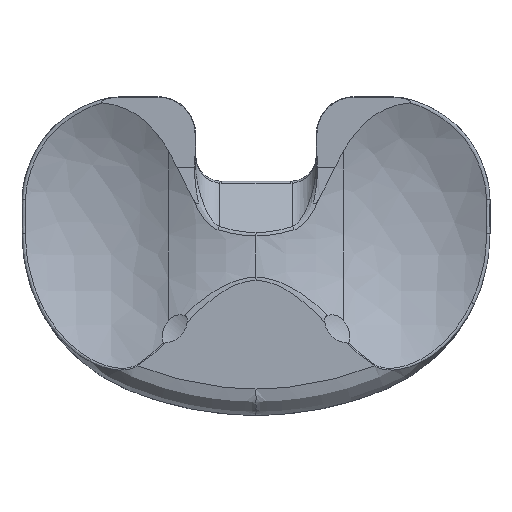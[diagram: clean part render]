
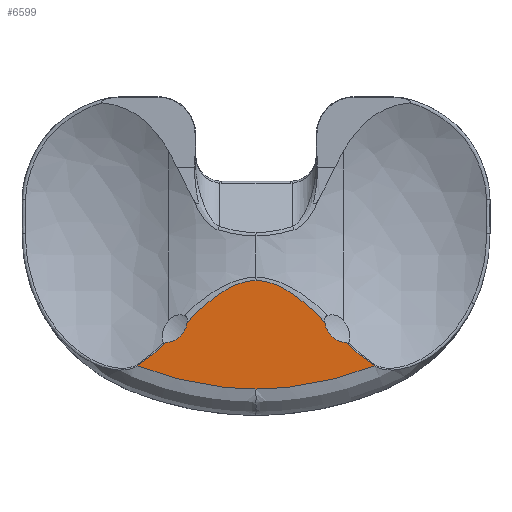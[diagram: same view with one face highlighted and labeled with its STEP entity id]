
A CAD part, top view. The second image highlights one B-rep face of the part: STEP entity #6599.
In plain terms, the highlighted planar face has unit normal (0, 0, 1).
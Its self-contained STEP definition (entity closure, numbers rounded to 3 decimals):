
#1486=CARTESIAN_POINT('',(15.999,-25.374,14.33));
#1547=CARTESIAN_POINT('',(15.999,-25.374,14.33));
#1548=CARTESIAN_POINT('',(15.374,-25.646,14.33));
#1549=CARTESIAN_POINT('',(14.132,-26.127,14.33));
#1550=CARTESIAN_POINT('',(12.246,-26.727,14.33));
#1551=CARTESIAN_POINT('',(10.553,-27.193,14.33));
#1552=CARTESIAN_POINT('',(9.028,-27.563,14.33));
#1553=CARTESIAN_POINT('',(7.644,-27.846,14.33));
#1554=CARTESIAN_POINT('',(6.376,-28.056,14.33));
#1555=CARTESIAN_POINT('',(5.207,-28.212,14.33));
#1556=CARTESIAN_POINT('',(4.127,-28.332,14.33));
#1557=CARTESIAN_POINT('',(3.135,-28.425,14.33));
#1558=CARTESIAN_POINT('',(2.229,-28.49,14.33));
#1559=CARTESIAN_POINT('',(1.416,-28.52,14.33));
#1560=CARTESIAN_POINT('',(0.673,-28.53,14.33));
#1561=CARTESIAN_POINT('',(0.217,-28.531,14.33));
#1562=CARTESIAN_POINT('',(0.,-28.531,14.33));
#1589=CARTESIAN_POINT('',(0.,-28.531,14.33));
#1626=CARTESIAN_POINT('',(-15.999,-25.374,
14.33));
#1627=CARTESIAN_POINT('',(-15.374,-25.646,
14.33));
#1628=CARTESIAN_POINT('',(-14.132,-26.127,
14.33));
#1629=CARTESIAN_POINT('',(-12.246,-26.727,
14.33));
#1630=CARTESIAN_POINT('',(-10.553,-27.193,
14.33));
#1631=CARTESIAN_POINT('',(-9.028,-27.563,
14.33));
#1632=CARTESIAN_POINT('',(-7.644,-27.846,
14.33));
#1633=CARTESIAN_POINT('',(-6.376,-28.056,
14.33));
#1634=CARTESIAN_POINT('',(-5.207,-28.212,
14.33));
#1635=CARTESIAN_POINT('',(-4.127,-28.332,14.33));
#1636=CARTESIAN_POINT('',(-3.135,-28.425,14.33));
#1637=CARTESIAN_POINT('',(-2.229,-28.49,14.33));
#1638=CARTESIAN_POINT('',(-1.416,-28.52,14.33));
#1639=CARTESIAN_POINT('',(-0.673,-28.53,14.33));
#1640=CARTESIAN_POINT('',(-0.217,-28.531,14.33));
#1641=CARTESIAN_POINT('',(0.,-28.531,14.33));
#1643=CARTESIAN_POINT('',(-15.999,-25.374,
14.33));
#1733=CARTESIAN_POINT('',(-12.388,-22.33,
14.33));
#1734=CARTESIAN_POINT('',(-12.691,-22.654,
14.33));
#1735=CARTESIAN_POINT('',(-13.351,-23.324,
14.33));
#1736=CARTESIAN_POINT('',(-14.514,-24.355,
14.33));
#1737=CARTESIAN_POINT('',(-15.469,-25.047,
14.33));
#1738=CARTESIAN_POINT('',(-15.999,-25.374,
14.33));
#1754=CARTESIAN_POINT('',(9.31,-19.58,14.33));
#1755=CARTESIAN_POINT('',(9.343,-19.761,14.33));
#1756=CARTESIAN_POINT('',(9.433,-20.107,14.33));
#1757=CARTESIAN_POINT('',(9.652,-20.609,14.33));
#1758=CARTESIAN_POINT('',(9.951,-21.064,14.33));
#1759=CARTESIAN_POINT('',(10.322,-21.46,14.33));
#1760=CARTESIAN_POINT('',(10.748,-21.786,14.33));
#1761=CARTESIAN_POINT('',(11.233,-22.046,14.33));
#1762=CARTESIAN_POINT('',(11.778,-22.236,14.33));
#1763=CARTESIAN_POINT('',(12.178,-22.309,14.33));
#1764=CARTESIAN_POINT('',(12.388,-22.33,14.33));
#1766=CARTESIAN_POINT('',(-9.31,-19.58,14.33));
#1767=CARTESIAN_POINT('',(-9.343,-19.761,14.33));
#1768=CARTESIAN_POINT('',(-9.433,-20.107,14.33));
#1769=CARTESIAN_POINT('',(-9.652,-20.609,14.33));
#1770=CARTESIAN_POINT('',(-9.951,-21.064,
14.33));
#1771=CARTESIAN_POINT('',(-10.322,-21.46,
14.33));
#1772=CARTESIAN_POINT('',(-10.748,-21.786,
14.33));
#1773=CARTESIAN_POINT('',(-11.233,-22.046,
14.33));
#1774=CARTESIAN_POINT('',(-11.778,-22.236,
14.33));
#1775=CARTESIAN_POINT('',(-12.178,-22.309,
14.33));
#1776=CARTESIAN_POINT('',(-12.388,-22.33,
14.33));
#1782=CARTESIAN_POINT('',(0.,-13.857,14.33));
#1784=CARTESIAN_POINT('',(0.,-13.857,14.33));
#1785=CARTESIAN_POINT('',(-0.33,-13.857,14.33));
#1786=CARTESIAN_POINT('',(-1.016,-13.91,14.33));
#1787=CARTESIAN_POINT('',(-2.121,-14.178,14.33));
#1788=CARTESIAN_POINT('',(-3.296,-14.658,14.33));
#1789=CARTESIAN_POINT('',(-4.518,-15.341,14.33));
#1790=CARTESIAN_POINT('',(-5.795,-16.23,14.33));
#1791=CARTESIAN_POINT('',(-7.11,-17.326,14.33));
#1792=CARTESIAN_POINT('',(-8.318,-18.5,14.33));
#1793=CARTESIAN_POINT('',(-8.995,-19.228,14.33));
#1794=CARTESIAN_POINT('',(-9.31,-19.58,14.33));
#1796=CARTESIAN_POINT('',(-9.31,-19.58,14.33));
#1829=CARTESIAN_POINT('',(9.31,-19.58,14.33));
#1838=CARTESIAN_POINT('',(0.,-13.857,14.33));
#1839=CARTESIAN_POINT('',(0.33,-13.857,14.33));
#1840=CARTESIAN_POINT('',(1.016,-13.91,14.33));
#1841=CARTESIAN_POINT('',(2.121,-14.178,14.33));
#1842=CARTESIAN_POINT('',(3.296,-14.658,14.33));
#1843=CARTESIAN_POINT('',(4.518,-15.341,14.33));
#1844=CARTESIAN_POINT('',(5.795,-16.23,14.33));
#1845=CARTESIAN_POINT('',(7.11,-17.326,14.33));
#1846=CARTESIAN_POINT('',(8.318,-18.5,14.33));
#1847=CARTESIAN_POINT('',(8.995,-19.228,14.33));
#1848=CARTESIAN_POINT('',(9.31,-19.58,14.33));
#2867=CARTESIAN_POINT('',(12.388,-22.33,14.33));
#2868=CARTESIAN_POINT('',(12.691,-22.654,14.33));
#2869=CARTESIAN_POINT('',(13.351,-23.324,14.33));
#2870=CARTESIAN_POINT('',(14.514,-24.355,14.33));
#2871=CARTESIAN_POINT('',(15.469,-25.047,14.33));
#2872=CARTESIAN_POINT('',(15.999,-25.374,14.33));
#3023=VERTEX_POINT('',#1796);
#3033=VERTEX_POINT('',#1643);
#3035=VERTEX_POINT('',#1733);
#3176=VERTEX_POINT('',#1829);
#3186=VERTEX_POINT('',#1486);
#3188=VERTEX_POINT('',#2867);
#3210=VERTEX_POINT('',#1589);
#3217=VERTEX_POINT('',#1782);
#6579=CARTESIAN_POINT('',(-38.09,-55.,14.33));
#6580=DIRECTION('',(0.,0.,1.));
#6581=DIRECTION('',(-1.,0.,0.));
#6582=AXIS2_PLACEMENT_3D('',#6579,#6580,#6581);
#6583=PLANE('',#6582);
#6585=ORIENTED_EDGE('',*,*,#6584,.F.);
#6587=ORIENTED_EDGE('',*,*,#6586,.T.);
#6589=ORIENTED_EDGE('',*,*,#6588,.T.);
#6591=ORIENTED_EDGE('',*,*,#6590,.T.);
#6592=ORIENTED_EDGE('',*,*,#6242,.T.);
#6593=ORIENTED_EDGE('',*,*,#6354,.F.);
#6594=ORIENTED_EDGE('',*,*,#6570,.F.);
#6596=ORIENTED_EDGE('',*,*,#6595,.F.);
#6597=EDGE_LOOP('',(#6585,#6587,#6589,#6591,#6592,#6593,#6594,#6596));
#6598=FACE_OUTER_BOUND('',#6597,.F.);
#6599=ADVANCED_FACE('',(#6598),#6583,.T.);
#1563=B_SPLINE_CURVE_WITH_KNOTS('',3,(#1547,#1548,#1549,#1550,#1551,#1552,#1553,
#1554,#1555,#1556,#1557,#1558,#1559,#1560,#1561,#1562),.UNSPECIFIED.,.F.,.F.,(4,
1,1,1,1,1,1,1,1,1,1,1,1,4),(0.,0.077,0.154,
0.231,0.308,0.385,0.462,
0.538,0.615,0.692,0.769,
0.846,0.923,1.),.UNSPECIFIED.);
#1642=B_SPLINE_CURVE_WITH_KNOTS('',3,(#1626,#1627,#1628,#1629,#1630,#1631,#1632,
#1633,#1634,#1635,#1636,#1637,#1638,#1639,#1640,#1641),.UNSPECIFIED.,.F.,.F.,(4,
1,1,1,1,1,1,1,1,1,1,1,1,4),(0.,0.077,0.154,
0.231,0.308,0.385,0.462,
0.538,0.615,0.692,0.769,
0.846,0.923,1.),.UNSPECIFIED.);
#1739=B_SPLINE_CURVE_WITH_KNOTS('',3,(#1733,#1734,#1735,#1736,#1737,#1738),
.UNSPECIFIED.,.F.,.F.,(4,1,1,4),(0.,0.333,0.667,1.),
.UNSPECIFIED.);
#1765=B_SPLINE_CURVE_WITH_KNOTS('',3,(#1754,#1755,#1756,#1757,#1758,#1759,#1760,
#1761,#1762,#1763,#1764),.UNSPECIFIED.,.F.,.F.,(4,1,1,1,1,1,1,1,4),(0.,
0.125,0.25,0.375,0.5,0.625,0.75,0.875,1.),.UNSPECIFIED.);
#1777=B_SPLINE_CURVE_WITH_KNOTS('',3,(#1766,#1767,#1768,#1769,#1770,#1771,#1772,
#1773,#1774,#1775,#1776),.UNSPECIFIED.,.F.,.F.,(4,1,1,1,1,1,1,1,4),(0.,
0.125,0.25,0.375,0.5,0.625,0.75,0.875,1.),.UNSPECIFIED.);
#1795=B_SPLINE_CURVE_WITH_KNOTS('',3,(#1784,#1785,#1786,#1787,#1788,#1789,#1790,
#1791,#1792,#1793,#1794),.UNSPECIFIED.,.F.,.F.,(4,1,1,1,1,1,1,1,4),(0.,
0.125,0.25,0.375,0.5,0.625,0.75,0.875,1.),.UNSPECIFIED.);
#1849=B_SPLINE_CURVE_WITH_KNOTS('',3,(#1838,#1839,#1840,#1841,#1842,#1843,#1844,
#1845,#1846,#1847,#1848),.UNSPECIFIED.,.F.,.F.,(4,1,1,1,1,1,1,1,4),(0.,
0.125,0.25,0.375,0.5,0.625,0.75,0.875,1.),.UNSPECIFIED.);
#2873=B_SPLINE_CURVE_WITH_KNOTS('',3,(#2867,#2868,#2869,#2870,#2871,#2872),
.UNSPECIFIED.,.F.,.F.,(4,1,1,4),(0.,0.333,0.667,1.),
.UNSPECIFIED.);
#6242=EDGE_CURVE('',#3186,#3210,#1563,.T.);
#6354=EDGE_CURVE('',#3033,#3210,#1642,.T.);
#6570=EDGE_CURVE('',#3035,#3033,#1739,.T.);
#6584=EDGE_CURVE('',#3217,#3023,#1795,.T.);
#6586=EDGE_CURVE('',#3217,#3176,#1849,.T.);
#6588=EDGE_CURVE('',#3176,#3188,#1765,.T.);
#6590=EDGE_CURVE('',#3188,#3186,#2873,.T.);
#6595=EDGE_CURVE('',#3023,#3035,#1777,.T.);
